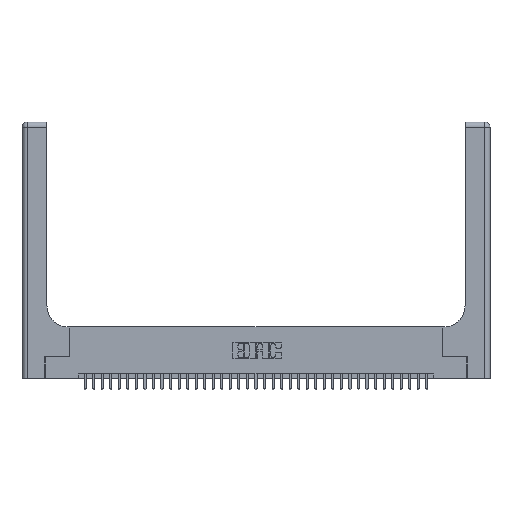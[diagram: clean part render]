
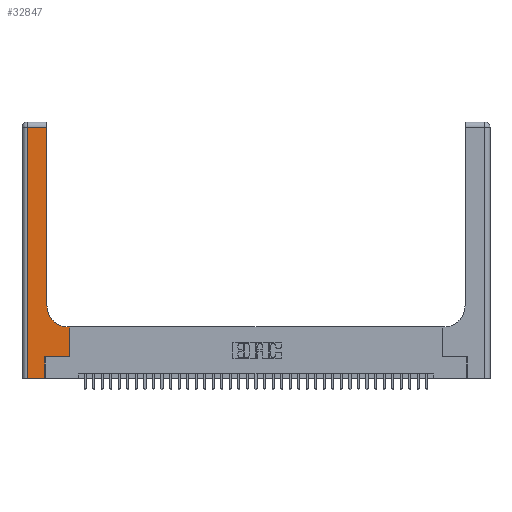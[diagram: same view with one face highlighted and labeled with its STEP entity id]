
A CAD part, top view. The second image highlights one B-rep face of the part: STEP entity #32847.
In plain terms, the highlighted planar face has unit normal (0, 0, 1).
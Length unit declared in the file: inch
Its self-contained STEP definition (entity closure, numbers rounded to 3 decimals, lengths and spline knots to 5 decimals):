
#513 = CARTESIAN_POINT ( 'NONE',  ( 0.5585, 0.6, 0.37 ) ) ;
#535 = EDGE_CURVE ( 'NONE', #5884, #5903, #3759, .T. ) ;
#616 = CARTESIAN_POINT ( 'NONE',  ( 0.269, 0., 0.37 ) ) ;
#727 = VECTOR ( 'NONE', #1401, 39.37008 ) ;
#1401 = DIRECTION ( 'NONE',  ( 0., -1., 0. ) ) ;
#2029 = EDGE_CURVE ( 'NONE', #8762, #37060, #22866, .T. ) ;
#2289 = ORIENTED_EDGE ( 'NONE', *, *, #28296, .T. ) ;
#2508 = CARTESIAN_POINT ( 'NONE',  ( 0., 3., 0.37 ) ) ;
#3596 = DIRECTION ( 'NONE',  ( 0., 0., -1. ) ) ;
#3759 = LINE ( 'NONE', #616, #25161 ) ;
#4121 = VERTEX_POINT ( 'NONE', #28034 ) ;
#4955 = LINE ( 'NONE', #16603, #19582 ) ;
#5644 = ORIENTED_EDGE ( 'NONE', *, *, #2029, .T. ) ;
#5884 = VERTEX_POINT ( 'NONE', #32748 ) ;
#5903 = VERTEX_POINT ( 'NONE', #30010 ) ;
#6914 = VERTEX_POINT ( 'NONE', #31821 ) ;
#7376 = EDGE_CURVE ( 'NONE', #5903, #22158, #4955, .T. ) ;
#7380 = VECTOR ( 'NONE', #19380, 39.37008 ) ;
#8426 = PLANE ( 'NONE',  #21760 ) ;
#8762 = VERTEX_POINT ( 'NONE', #513 ) ;
#8884 = EDGE_CURVE ( 'NONE', #21912, #4121, #25835, .T. ) ;
#8935 = EDGE_CURVE ( 'NONE', #4121, #15321, #24027, .T. ) ;
#9955 = VECTOR ( 'NONE', #29278, 39.37008 ) ;
#10634 = EDGE_CURVE ( 'NONE', #22158, #8762, #31047, .T. ) ;
#11377 = DIRECTION ( 'NONE',  ( 0., 0., -1. ) ) ;
#11970 = CARTESIAN_POINT ( 'NONE',  ( 0., 0., 0.37 ) ) ;
#11979 = FACE_OUTER_BOUND ( 'NONE', #31505, .T. ) ;
#12979 = DIRECTION ( 'NONE',  ( -1., 0., 0. ) ) ;
#14746 = CIRCLE ( 'NONE', #19554, 0.25 ) ;
#15321 = VERTEX_POINT ( 'NONE', #27018 ) ;
#16048 = CARTESIAN_POINT ( 'NONE',  ( 0.06, 3., 0.37 ) ) ;
#16594 = ORIENTED_EDGE ( 'NONE', *, *, #7376, .T. ) ;
#16603 = CARTESIAN_POINT ( 'NONE',  ( 0.269, 0.25, 0.37 ) ) ;
#18667 = ORIENTED_EDGE ( 'NONE', *, *, #10634, .T. ) ;
#19380 = DIRECTION ( 'NONE',  ( -1., 0., 0. ) ) ;
#19554 = AXIS2_PLACEMENT_3D ( 'NONE', #21100, #3596, #23975 ) ;
#19582 = VECTOR ( 'NONE', #33789, 39.37008 ) ;
#21100 = CARTESIAN_POINT ( 'NONE',  ( 0.5415, 0.85, 0.37 ) ) ;
#21760 = AXIS2_PLACEMENT_3D ( 'NONE', #2508, #11377, #31539 ) ;
#21912 = VERTEX_POINT ( 'NONE', #30230 ) ;
#22158 = VERTEX_POINT ( 'NONE', #28464 ) ;
#22570 = VECTOR ( 'NONE', #35007, 39.37008 ) ;
#22866 = LINE ( 'NONE', #33528, #7380 ) ;
#23975 = DIRECTION ( 'NONE',  ( 1., 0., 0. ) ) ;
#24027 = LINE ( 'NONE', #16048, #727 ) ;
#24486 = LINE ( 'NONE', #11970, #9955 ) ;
#25054 = CARTESIAN_POINT ( 'NONE',  ( 0.5415, 0.6, 0.37 ) ) ;
#25161 = VECTOR ( 'NONE', #32967, 39.37008 ) ;
#25835 = LINE ( 'NONE', #30252, #26721 ) ;
#26094 = VECTOR ( 'NONE', #35387, 39.37008 ) ;
#26261 = CARTESIAN_POINT ( 'NONE',  ( 0.5585, 0.25, 0.37 ) ) ;
#26721 = VECTOR ( 'NONE', #12979, 39.37008 ) ;
#26996 = LINE ( 'NONE', #29747, #26094 ) ;
#27018 = CARTESIAN_POINT ( 'NONE',  ( 0.06, 0., 0.37 ) ) ;
#28034 = CARTESIAN_POINT ( 'NONE',  ( 0.06, 2.94, 0.37 ) ) ;
#28119 = ORIENTED_EDGE ( 'NONE', *, *, #31005, .T. ) ;
#28162 = ORIENTED_EDGE ( 'NONE', *, *, #8884, .T. ) ;
#28296 = EDGE_CURVE ( 'NONE', #15321, #5884, #24486, .T. ) ;
#28464 = CARTESIAN_POINT ( 'NONE',  ( 0.5585, 0.25, 0.37 ) ) ;
#29278 = DIRECTION ( 'NONE',  ( 1., 0., 0. ) ) ;
#29747 = CARTESIAN_POINT ( 'NONE',  ( 0.2915, 3., 0.37 ) ) ;
#30010 = CARTESIAN_POINT ( 'NONE',  ( 0.269, 0.25, 0.37 ) ) ;
#30230 = CARTESIAN_POINT ( 'NONE',  ( 0.2915, 2.94, 0.37 ) ) ;
#30252 = CARTESIAN_POINT ( 'NONE',  ( 0., 2.94, 0.37 ) ) ;
#30469 = EDGE_CURVE ( 'NONE', #6914, #21912, #26996, .T. ) ;
#31005 = EDGE_CURVE ( 'NONE', #37060, #6914, #14746, .T. ) ;
#31047 = LINE ( 'NONE', #26261, #22570 ) ;
#31505 = EDGE_LOOP ( 'NONE', ( #35789, #28162, #36607, #2289, #36711, #16594, #18667, #5644, #28119 ) ) ;
#31539 = DIRECTION ( 'NONE',  ( -1., 0., 0. ) ) ;
#31821 = CARTESIAN_POINT ( 'NONE',  ( 0.2915, 0.85, 0.37 ) ) ;
#32748 = CARTESIAN_POINT ( 'NONE',  ( 0.269, 0., 0.37 ) ) ;
#32847 = ADVANCED_FACE ( 'NONE', ( #11979 ), #8426, .F. ) ;
#32967 = DIRECTION ( 'NONE',  ( 0., 1., 0. ) ) ;
#33528 = CARTESIAN_POINT ( 'NONE',  ( 0.2915, 0.6, 0.37 ) ) ;
#33789 = DIRECTION ( 'NONE',  ( 1., 0., 0. ) ) ;
#35007 = DIRECTION ( 'NONE',  ( 0., 1., 0. ) ) ;
#35387 = DIRECTION ( 'NONE',  ( 0., 1., 0. ) ) ;
#35789 = ORIENTED_EDGE ( 'NONE', *, *, #30469, .T. ) ;
#36607 = ORIENTED_EDGE ( 'NONE', *, *, #8935, .T. ) ;
#36711 = ORIENTED_EDGE ( 'NONE', *, *, #535, .T. ) ;
#37060 = VERTEX_POINT ( 'NONE', #25054 ) ;
